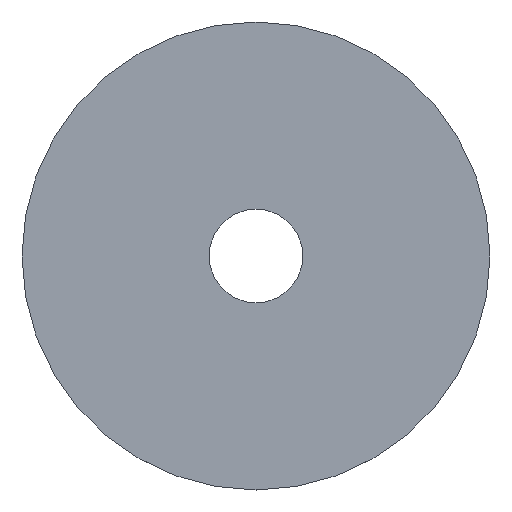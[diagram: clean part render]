
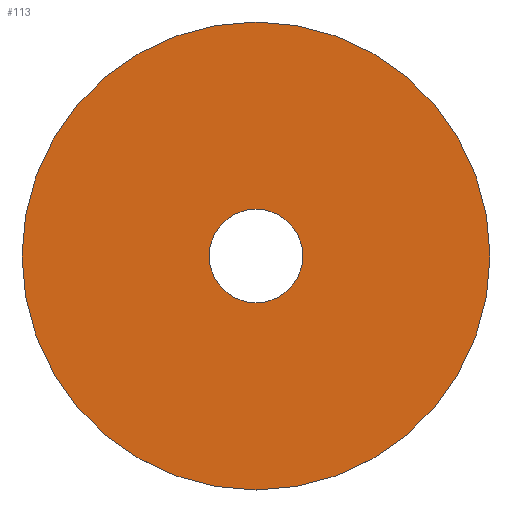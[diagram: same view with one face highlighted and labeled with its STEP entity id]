
A CAD part, top view. The second image highlights one B-rep face of the part: STEP entity #113.
In plain terms, the highlighted planar face has unit normal (0, 0, 1).
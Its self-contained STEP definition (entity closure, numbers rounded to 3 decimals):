
#8 = CARTESIAN_POINT ( 'NONE',  ( 0., 0., 1.2 ) ) ;
#16 = FACE_OUTER_BOUND ( 'NONE', #34, .T. ) ;
#17 = DIRECTION ( 'NONE',  ( 0., 0., -1. ) ) ;
#22 = ORIENTED_EDGE ( 'NONE', *, *, #62, .F. ) ;
#23 = AXIS2_PLACEMENT_3D ( 'NONE', #79, #43, #52 ) ;
#24 = DIRECTION ( 'NONE',  ( 0., 0., -1. ) ) ;
#30 = CARTESIAN_POINT ( 'NONE',  ( 0., 16., 1.2 ) ) ;
#34 = EDGE_LOOP ( 'NONE', ( #22 ) ) ;
#43 = DIRECTION ( 'NONE',  ( 0., 0., 1. ) ) ;
#44 = CIRCLE ( 'NONE', #66, 16. ) ;
#52 = DIRECTION ( 'NONE',  ( 0., -1., 0. ) ) ;
#54 = DIRECTION ( 'NONE',  ( 0., 1., 0. ) ) ;
#62 = EDGE_CURVE ( 'NONE', #160, #160, #155, .T. ) ;
#66 = AXIS2_PLACEMENT_3D ( 'NONE', #70, #24, #105 ) ;
#68 = PLANE ( 'NONE',  #23 ) ;
#70 = CARTESIAN_POINT ( 'NONE',  ( 0., 0., 1.2 ) ) ;
#79 = CARTESIAN_POINT ( 'NONE',  ( 0., 16., 1.2 ) ) ;
#91 = EDGE_CURVE ( 'NONE', #148, #148, #44, .T. ) ;
#105 = DIRECTION ( 'NONE',  ( 0., 1., 0. ) ) ;
#113 = ADVANCED_FACE ( 'NONE', ( #163, #16 ), #68, .T. ) ;
#117 = AXIS2_PLACEMENT_3D ( 'NONE', #8, #17, #54 ) ;
#131 = ORIENTED_EDGE ( 'NONE', *, *, #91, .T. ) ;
#132 = EDGE_LOOP ( 'NONE', ( #131 ) ) ;
#148 = VERTEX_POINT ( 'NONE', #30 ) ;
#150 = CARTESIAN_POINT ( 'NONE',  ( 0., 80., 1.2 ) ) ;
#155 = CIRCLE ( 'NONE', #117, 80. ) ;
#160 = VERTEX_POINT ( 'NONE', #150 ) ;
#163 = FACE_BOUND ( 'NONE', #132, .T. ) ;
